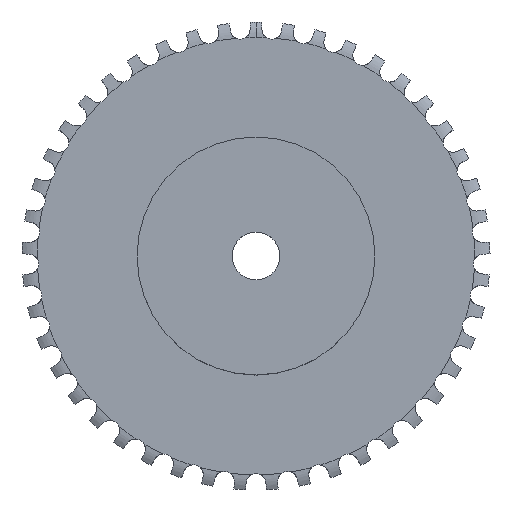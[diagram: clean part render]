
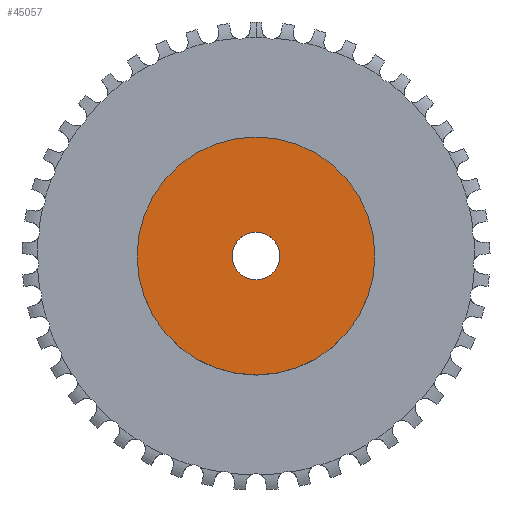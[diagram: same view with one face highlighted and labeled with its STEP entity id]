
A CAD part, top view. The second image highlights one B-rep face of the part: STEP entity #45057.
In plain terms, the highlighted planar face has unit normal (0, 0, 1).
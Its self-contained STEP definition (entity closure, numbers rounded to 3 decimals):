
#13104 = CYLINDRICAL_SURFACE('',#13105,30.);
#13105 = AXIS2_PLACEMENT_3D('',#13106,#13107,#13108);
#13106 = CARTESIAN_POINT('',(0.,0.,0.));
#13107 = DIRECTION('',(-0.,-0.,-1.));
#13108 = DIRECTION('',(1.,0.,0.));
#36923 = CYLINDRICAL_SURFACE('',#36924,6.);
#36924 = AXIS2_PLACEMENT_3D('',#36925,#36926,#36927);
#36925 = CARTESIAN_POINT('',(0.,0.,169.743));
#36926 = DIRECTION('',(0.,0.,1.));
#36927 = DIRECTION('',(1.,0.,-0.));
#42211 = VERTEX_POINT('',#42212);
#42212 = CARTESIAN_POINT('',(30.,0.,20.));
#42233 = EDGE_CURVE('',#42211,#42211,#42234,.T.);
#42234 = SURFACE_CURVE('',#42235,(#42240,#42247),.PCURVE_S1.);
#42235 = CIRCLE('',#42236,30.);
#42236 = AXIS2_PLACEMENT_3D('',#42237,#42238,#42239);
#42237 = CARTESIAN_POINT('',(0.,0.,20.));
#42238 = DIRECTION('',(0.,0.,1.));
#42239 = DIRECTION('',(1.,0.,0.));
#42240 = PCURVE('',#13104,#42241);
#42241 = DEFINITIONAL_REPRESENTATION('',(#42242),#42246);
#42242 = LINE('',#42243,#42244);
#42243 = CARTESIAN_POINT('',(-0.,-20.));
#42244 = VECTOR('',#42245,1.);
#42245 = DIRECTION('',(-1.,0.));
#42246 = ( GEOMETRIC_REPRESENTATION_CONTEXT(2) 
PARAMETRIC_REPRESENTATION_CONTEXT() REPRESENTATION_CONTEXT('2D SPACE',''
  ) );
#42247 = PCURVE('',#42248,#42253);
#42248 = PLANE('',#42249);
#42249 = AXIS2_PLACEMENT_3D('',#42250,#42251,#42252);
#42250 = CARTESIAN_POINT('',(0.,0.,20.));
#42251 = DIRECTION('',(-0.,0.,1.));
#42252 = DIRECTION('',(0.,-1.,0.));
#42253 = DEFINITIONAL_REPRESENTATION('',(#42254),#42258);
#42254 = CIRCLE('',#42255,30.);
#42255 = AXIS2_PLACEMENT_2D('',#42256,#42257);
#42256 = CARTESIAN_POINT('',(0.,0.));
#42257 = DIRECTION('',(0.,1.));
#42258 = ( GEOMETRIC_REPRESENTATION_CONTEXT(2) 
PARAMETRIC_REPRESENTATION_CONTEXT() REPRESENTATION_CONTEXT('2D SPACE',''
  ) );
#45011 = EDGE_CURVE('',#45012,#45012,#45014,.T.);
#45012 = VERTEX_POINT('',#45013);
#45013 = CARTESIAN_POINT('',(6.,0.,20.));
#45014 = SURFACE_CURVE('',#45015,(#45020,#45027),.PCURVE_S1.);
#45015 = CIRCLE('',#45016,6.);
#45016 = AXIS2_PLACEMENT_3D('',#45017,#45018,#45019);
#45017 = CARTESIAN_POINT('',(0.,0.,20.));
#45018 = DIRECTION('',(0.,0.,1.));
#45019 = DIRECTION('',(1.,0.,-0.));
#45020 = PCURVE('',#36923,#45021);
#45021 = DEFINITIONAL_REPRESENTATION('',(#45022),#45026);
#45022 = LINE('',#45023,#45024);
#45023 = CARTESIAN_POINT('',(0.,-149.743));
#45024 = VECTOR('',#45025,1.);
#45025 = DIRECTION('',(1.,0.));
#45026 = ( GEOMETRIC_REPRESENTATION_CONTEXT(2) 
PARAMETRIC_REPRESENTATION_CONTEXT() REPRESENTATION_CONTEXT('2D SPACE',''
  ) );
#45027 = PCURVE('',#42248,#45028);
#45028 = DEFINITIONAL_REPRESENTATION('',(#45029),#45033);
#45029 = CIRCLE('',#45030,6.);
#45030 = AXIS2_PLACEMENT_2D('',#45031,#45032);
#45031 = CARTESIAN_POINT('',(0.,0.));
#45032 = DIRECTION('',(0.,1.));
#45033 = ( GEOMETRIC_REPRESENTATION_CONTEXT(2) 
PARAMETRIC_REPRESENTATION_CONTEXT() REPRESENTATION_CONTEXT('2D SPACE',''
  ) );
#45057 = ADVANCED_FACE('',(#45058,#45061),#42248,.T.);
#45058 = FACE_BOUND('',#45059,.T.);
#45059 = EDGE_LOOP('',(#45060));
#45060 = ORIENTED_EDGE('',*,*,#42233,.T.);
#45061 = FACE_BOUND('',#45062,.T.);
#45062 = EDGE_LOOP('',(#45063));
#45063 = ORIENTED_EDGE('',*,*,#45011,.F.);
